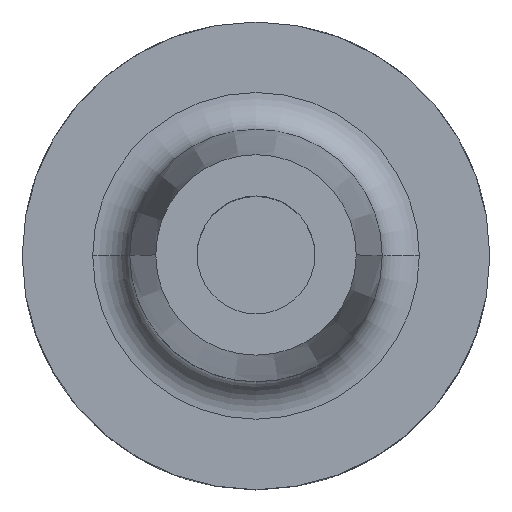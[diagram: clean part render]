
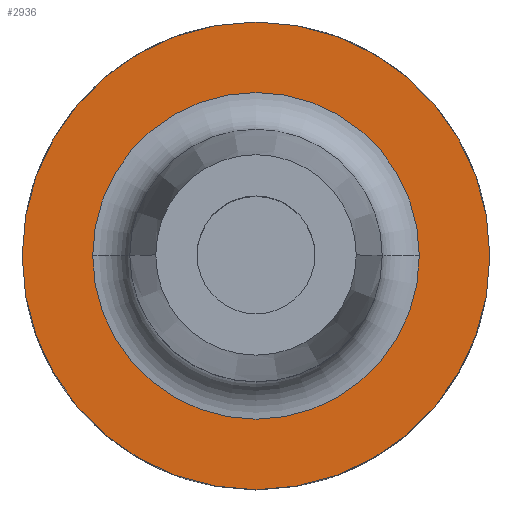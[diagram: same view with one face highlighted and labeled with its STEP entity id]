
A CAD part, top view. The second image highlights one B-rep face of the part: STEP entity #2936.
In plain terms, the highlighted planar face has unit normal (0, 0, 1).
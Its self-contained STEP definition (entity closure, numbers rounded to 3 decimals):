
#304 = DIRECTION ( 'NONE',  ( 1., 0., 0. ) ) ;
#362 = CARTESIAN_POINT ( 'NONE',  ( 0., 0., 22. ) ) ;
#377 = CARTESIAN_POINT ( 'NONE',  ( 0., 0., 22. ) ) ;
#475 = CARTESIAN_POINT ( 'NONE',  ( -31.5, 0., 22. ) ) ;
#538 = ORIENTED_EDGE ( 'NONE', *, *, #637, .T. ) ;
#539 = CARTESIAN_POINT ( 'NONE',  ( -22., 0., 22. ) ) ;
#622 = VERTEX_POINT ( 'NONE', #795 ) ;
#637 = EDGE_CURVE ( 'NONE', #1114, #709, #2842, .T. ) ;
#709 = VERTEX_POINT ( 'NONE', #2993 ) ;
#744 = DIRECTION ( 'NONE',  ( -1., 0., 0. ) ) ;
#795 = CARTESIAN_POINT ( 'NONE',  ( 22., 0., 22. ) ) ;
#856 = CARTESIAN_POINT ( 'NONE',  ( 0., 0., 22. ) ) ;
#858 = DIRECTION ( 'NONE',  ( -1., 0., 0. ) ) ;
#995 = ORIENTED_EDGE ( 'NONE', *, *, #4830, .T. ) ;
#1114 = VERTEX_POINT ( 'NONE', #475 ) ;
#1242 = VERTEX_POINT ( 'NONE', #539 ) ;
#1244 = DIRECTION ( 'NONE',  ( 1., 0., 0. ) ) ;
#1425 = ORIENTED_EDGE ( 'NONE', *, *, #2532, .T. ) ;
#1448 = DIRECTION ( 'NONE',  ( 0., 0., -1. ) ) ;
#1464 = CIRCLE ( 'NONE', #4170, 22. ) ;
#1769 = FACE_OUTER_BOUND ( 'NONE', #4327, .T. ) ;
#1889 = CIRCLE ( 'NONE', #1995, 22. ) ;
#1995 = AXIS2_PLACEMENT_3D ( 'NONE', #377, #3091, #744 ) ;
#2293 = AXIS2_PLACEMENT_3D ( 'NONE', #362, #3071, #304 ) ;
#2532 = EDGE_CURVE ( 'NONE', #1242, #622, #1464, .T. ) ;
#2609 = AXIS2_PLACEMENT_3D ( 'NONE', #856, #3596, #1244 ) ;
#2822 = PLANE ( 'NONE',  #3402 ) ;
#2842 = CIRCLE ( 'NONE', #2293, 31.5 ) ;
#2936 = ADVANCED_FACE ( 'NONE', ( #3733, #1769 ), #2822, .F. ) ;
#2973 = ORIENTED_EDGE ( 'NONE', *, *, #3918, .T. ) ;
#2993 = CARTESIAN_POINT ( 'NONE',  ( 31.5, 0., 22. ) ) ;
#3071 = DIRECTION ( 'NONE',  ( 0., 0., 1. ) ) ;
#3091 = DIRECTION ( 'NONE',  ( 0., 0., -1. ) ) ;
#3213 = DIRECTION ( 'NONE',  ( 0., 0., -1. ) ) ;
#3262 = CIRCLE ( 'NONE', #2609, 31.5 ) ;
#3402 = AXIS2_PLACEMENT_3D ( 'NONE', #4685, #3213, #858 ) ;
#3596 = DIRECTION ( 'NONE',  ( 0., 0., 1. ) ) ;
#3635 = EDGE_LOOP ( 'NONE', ( #1425, #2973 ) ) ;
#3733 = FACE_BOUND ( 'NONE', #3635, .T. ) ;
#3805 = CARTESIAN_POINT ( 'NONE',  ( 0., 0., 22. ) ) ;
#3918 = EDGE_CURVE ( 'NONE', #622, #1242, #1889, .T. ) ;
#4170 = AXIS2_PLACEMENT_3D ( 'NONE', #3805, #1448, #4174 ) ;
#4174 = DIRECTION ( 'NONE',  ( -1., 0., 0. ) ) ;
#4327 = EDGE_LOOP ( 'NONE', ( #995, #538 ) ) ;
#4685 = CARTESIAN_POINT ( 'NONE',  ( 0., 0., 22. ) ) ;
#4830 = EDGE_CURVE ( 'NONE', #709, #1114, #3262, .T. ) ;
